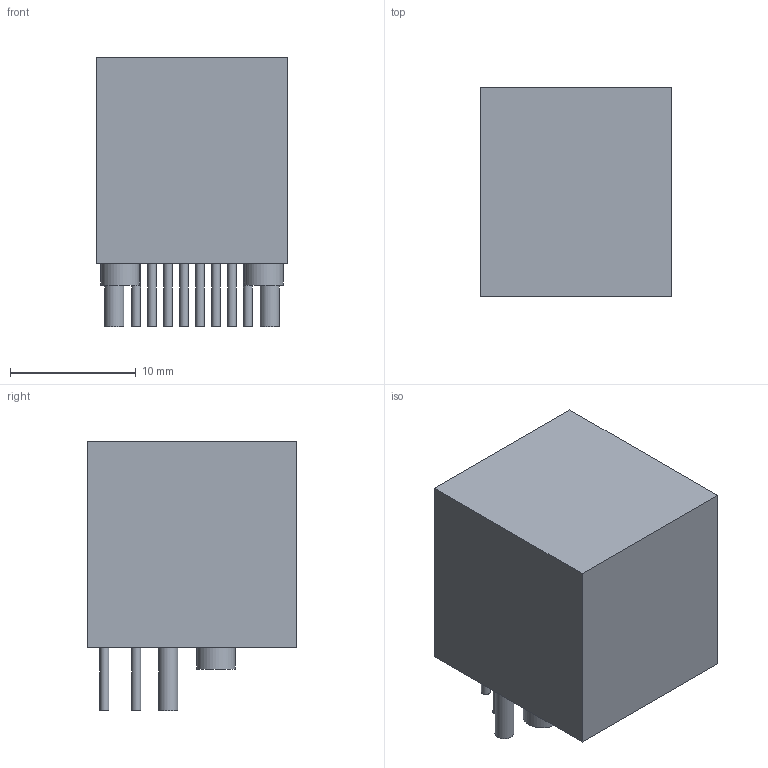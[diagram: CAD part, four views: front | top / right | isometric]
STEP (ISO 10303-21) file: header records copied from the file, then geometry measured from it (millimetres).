
FILE_DESCRIPTION(('FreeCAD Model'),'2;1');
FILE_NAME('688058.1.1.stp','2019-03-09T05:05:53',( 'Author'),(''),'Open CASCADE STEP processor 6.8','FreeCAD','Unknown' );
FILE_SCHEMA(('AUTOMOTIVE_DESIGN_CC2 { 1 2 10303 214 -1 1 5 4 }'));
Length unit declared in the file: millimetre
Products named in the file (5): ASSEMBLY; Body; Leads; lug11; lug12
Assembly tree (15 placements, depth 2):
  ASSEMBLY
    Body
    Leads  x12
    lug11
    lug12
Bounding box: 15.24 x 16.64 x 21.4 mm (x, y, z)
Volume: 4580.6 mm3; surface area: 3394.4 mm2
Topology: 123 solids, 123 shells, 372 faces, 378 edges, 252 vertices
Faces by surface type: plane 250, cylinder 122
Full cylindrical faces by diameter (mm): 0.7 x96, 1.5 x24, 3.05 x2
Entity records: 1709 total; most frequent: DIRECTION 284, CARTESIAN_POINT 234, ORIENTED_EDGE 96, LINE 96, VECTOR 96, PCURVE 96, DEFINITIONAL_REPRESENTATION 96, AXIS2_PLACEMENT_3D 82
